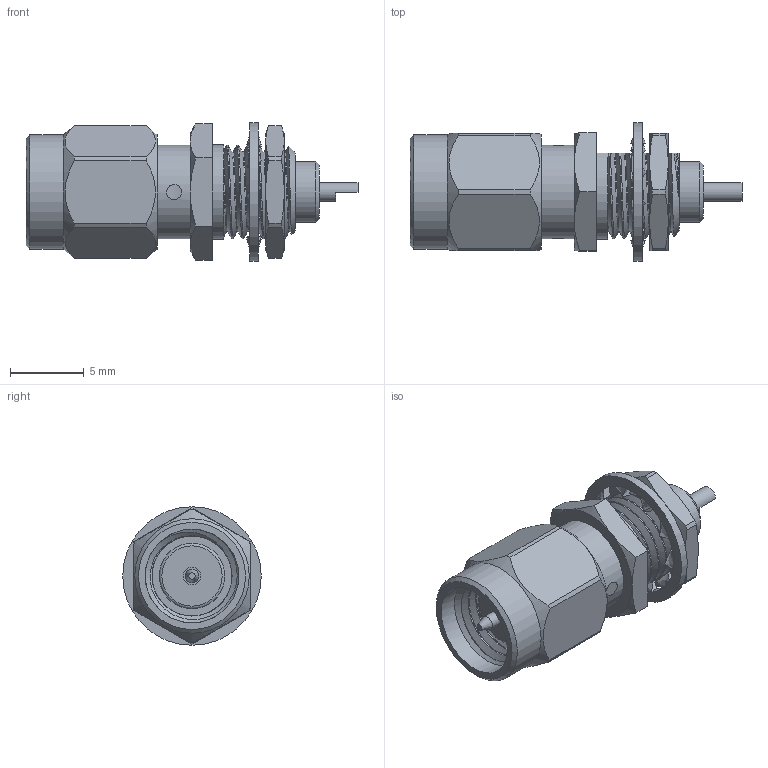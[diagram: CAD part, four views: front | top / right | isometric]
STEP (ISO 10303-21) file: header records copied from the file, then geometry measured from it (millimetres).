
FILE_DESCRIPTION (( 'STEP AP214' ), '1' );
FILE_NAME ('FMCN4376_3D.STEP', '2022-12-30T19:19:33', ( '' ), ( '' ), 'SwSTEP 2.0', 'SolidWorks 2022', '' );
FILE_SCHEMA (( 'AUTOMOTIVE_DESIGN' ));
Length unit declared in the file: inch
Products named in the file (1): FMCN4376_3D
Bounding box: 22.53 x 9.4 x 9.4 mm (x, y, z)
Volume: 730.1 mm3; surface area: 1065.2 mm2
Topology: 4 solids, 5 shells, 195 faces, 477 edges, 312 vertices
Faces by surface type: bspline 72, plane 54, cylinder 41, cone 27, torus 1
Full cylindrical faces by diameter (mm): 0.94 x1, 1.014 x1, 1.194 x1, 1.268 x1, 4.132 x1, 4.445 x1, 6.35 x7, 7.762 x1, 7.874 x1, 9.398 x1
Entity records: 13798 total; most frequent: CARTESIAN_POINT 10018, ORIENTED_EDGE 868, DIRECTION 555, EDGE_CURVE 434, VERTEX_POINT 292, EDGE_LOOP 230, AXIS2_PLACEMENT_3D 202, FACE_OUTER_BOUND 201
